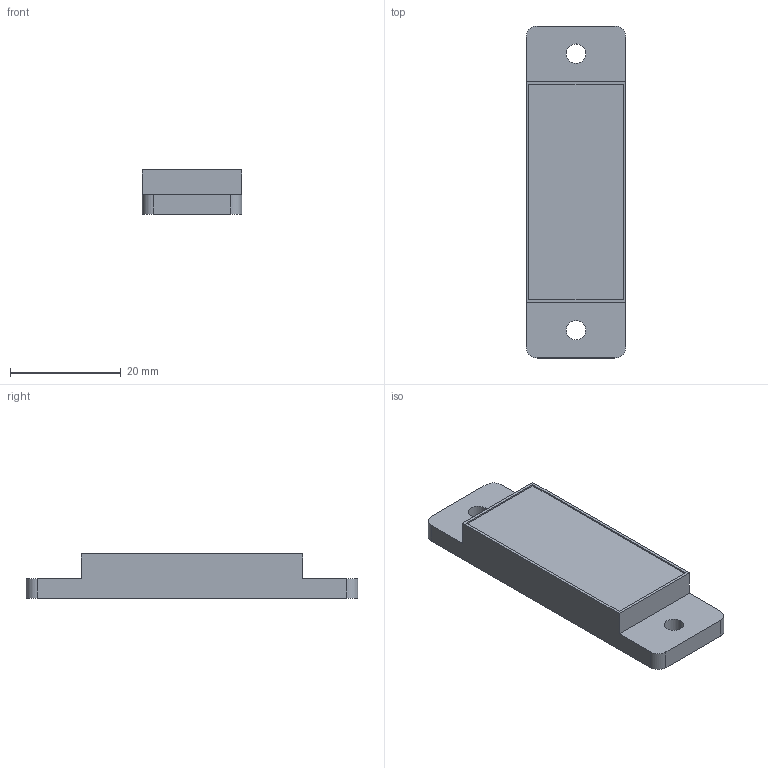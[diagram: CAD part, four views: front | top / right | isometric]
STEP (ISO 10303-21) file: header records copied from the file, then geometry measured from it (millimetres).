
FILE_DESCRIPTION((''),'2;1');
FILE_NAME('158495_SM01_ASM','2025-03-18T12:16:30',('banengservice'),('BANNER ENGINEERING'),'CREO PARAMETRIC BY PTC INC, 2022414','CREO PARAMETRIC BY PTC INC, 2022414','');
FILE_SCHEMA(('CONFIG_CONTROL_DESIGN'));
Length unit declared in the file: millimetre
Products named in the file (2): 158495_EP01; 158495_SM01_ASM
Assembly tree (1 placements, depth 2):
  158495_SM01_ASM
    158495_EP01
Bounding box: 18 x 60 x 8 mm (x, y, z)
Volume: 6774.9 mm3; surface area: 3275.6 mm2
Topology: 1 solids, 1 shells, 23 faces, 60 edges, 40 vertices
Faces by surface type: plane 15, cylinder 8
Entity records: 785 total; most frequent: DIRECTION 128, CARTESIAN_POINT 126, ORIENTED_EDGE 120, EDGE_CURVE 60, VECTOR 44, LINE 44, AXIS2_PLACEMENT_3D 42, VERTEX_POINT 40
